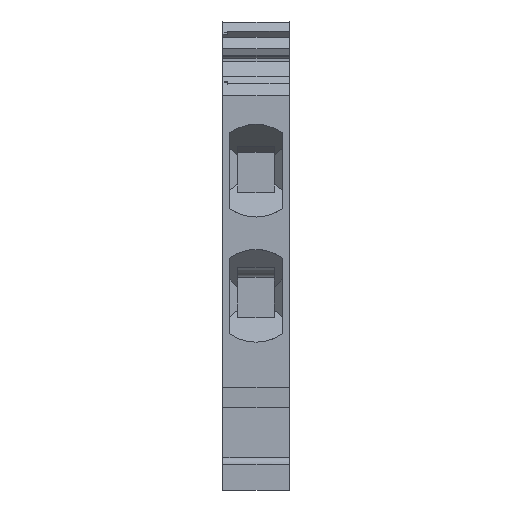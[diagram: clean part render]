
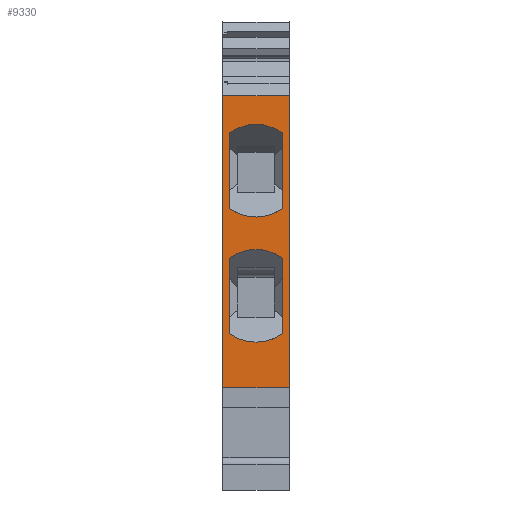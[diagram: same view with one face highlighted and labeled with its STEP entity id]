
A CAD part, front view. The second image highlights one B-rep face of the part: STEP entity #9330.
In plain terms, the highlighted planar face has unit normal (0, -1, 0).
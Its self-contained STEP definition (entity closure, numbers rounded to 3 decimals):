
#5863=AXIS2_PLACEMENT_3D('Circle Axis2P3D',#5861,#5862,$) ;
#7043=AXIS2_PLACEMENT_3D('Circle Axis2P3D',#7041,#7042,$) ;
#7074=AXIS2_PLACEMENT_3D('Circle Axis2P3D',#7072,#7073,$) ;
#7126=AXIS2_PLACEMENT_3D('Circle Axis2P3D',#7124,#7125,$) ;
#9305=AXIS2_PLACEMENT_3D('Plane Axis2P3D',#9302,#9303,#9304) ;
#2691=CARTESIAN_POINT('Vertex',(8.15,0.,48.55)) ;
#2694=CARTESIAN_POINT('Line Origine',(8.15,0.,30.575)) ;
#2698=CARTESIAN_POINT('Vertex',(8.15,0.,12.6)) ;
#3333=CARTESIAN_POINT('Vertex',(0.,0.,48.55)) ;
#3338=CARTESIAN_POINT('Line Origine',(4.075,0.,48.55)) ;
#5809=CARTESIAN_POINT('Vertex',(7.35,0.,19.257)) ;
#5814=CARTESIAN_POINT('Line Origine',(7.35,0.,23.9)) ;
#5818=CARTESIAN_POINT('Vertex',(7.35,0.,28.543)) ;
#5861=CARTESIAN_POINT('Axis2P3D Location',(4.075,0.,24.)) ;
#5865=CARTESIAN_POINT('Vertex',(0.8,0.,28.543)) ;
#5922=CARTESIAN_POINT('Vertex',(0.8,0.,43.943)) ;
#5925=CARTESIAN_POINT('Line Origine',(0.8,0.,39.3)) ;
#5929=CARTESIAN_POINT('Vertex',(0.8,0.,34.657)) ;
#7041=CARTESIAN_POINT('Axis2P3D Location',(4.075,0.,39.2)) ;
#7045=CARTESIAN_POINT('Vertex',(7.35,0.,34.657)) ;
#7069=CARTESIAN_POINT('Vertex',(7.35,0.,43.943)) ;
#7072=CARTESIAN_POINT('Axis2P3D Location',(4.075,0.,39.4)) ;
#7084=CARTESIAN_POINT('Line Origine',(7.35,0.,39.3)) ;
#7098=CARTESIAN_POINT('Line Origine',(0.8,0.,23.9)) ;
#7102=CARTESIAN_POINT('Vertex',(0.8,0.,19.257)) ;
#7124=CARTESIAN_POINT('Axis2P3D Location',(4.075,0.,23.8)) ;
#9283=CARTESIAN_POINT('Line Origine',(4.075,0.,12.6)) ;
#9287=CARTESIAN_POINT('Vertex',(0.,0.,12.6)) ;
#9302=CARTESIAN_POINT('Axis2P3D Location',(8.15,0.,14.6)) ;
#9307=CARTESIAN_POINT('Line Origine',(0.,0.,30.575)) ;
#2695=DIRECTION('Vector Direction',(0.,0.,-1.)) ;
#3339=DIRECTION('Vector Direction',(1.,0.,0.)) ;
#5815=DIRECTION('Vector Direction',(0.,0.,1.)) ;
#5862=DIRECTION('Axis2P3D Direction',(0.,-1.,0.)) ;
#5926=DIRECTION('Vector Direction',(0.,0.,-1.)) ;
#7042=DIRECTION('Axis2P3D Direction',(0.,1.,0.)) ;
#7073=DIRECTION('Axis2P3D Direction',(0.,-1.,0.)) ;
#7085=DIRECTION('Vector Direction',(0.,0.,-1.)) ;
#7099=DIRECTION('Vector Direction',(0.,0.,1.)) ;
#7125=DIRECTION('Axis2P3D Direction',(0.,1.,0.)) ;
#9284=DIRECTION('Vector Direction',(1.,0.,0.)) ;
#9303=DIRECTION('Axis2P3D Direction',(0.,1.,0.)) ;
#9304=DIRECTION('Axis2P3D XDirection',(0.,0.,-1.)) ;
#9308=DIRECTION('Vector Direction',(0.,0.,-1.)) ;
#2696=VECTOR('Line Direction',#2695,1.) ;
#3340=VECTOR('Line Direction',#3339,1.) ;
#5816=VECTOR('Line Direction',#5815,1.) ;
#5927=VECTOR('Line Direction',#5926,1.) ;
#7086=VECTOR('Line Direction',#7085,1.) ;
#7100=VECTOR('Line Direction',#7099,1.) ;
#9285=VECTOR('Line Direction',#9284,1.) ;
#9309=VECTOR('Line Direction',#9308,1.) ;
#9313=ORIENTED_EDGE('',*,*,#9311,.T.) ;
#9314=ORIENTED_EDGE('',*,*,#9289,.T.) ;
#9315=ORIENTED_EDGE('',*,*,#2700,.F.) ;
#9316=ORIENTED_EDGE('',*,*,#3342,.F.) ;
#9319=ORIENTED_EDGE('',*,*,#7104,.T.) ;
#9320=ORIENTED_EDGE('',*,*,#5867,.F.) ;
#9321=ORIENTED_EDGE('',*,*,#5820,.F.) ;
#9322=ORIENTED_EDGE('',*,*,#7128,.T.) ;
#9325=ORIENTED_EDGE('',*,*,#7047,.T.) ;
#9326=ORIENTED_EDGE('',*,*,#5931,.F.) ;
#9327=ORIENTED_EDGE('',*,*,#7076,.T.) ;
#9328=ORIENTED_EDGE('',*,*,#7088,.T.) ;
#9323=FACE_BOUND('',#9318,.T.) ;
#9329=FACE_BOUND('',#9324,.T.) ;
#9330=ADVANCED_FACE('MANIFOLD_SOLID_BREP #101160',(#9317,#9323,#9329),#9306,.F.) ;
#5864=CIRCLE('generated circle',#5863,5.6) ;
#7044=CIRCLE('generated circle',#7043,5.6) ;
#7075=CIRCLE('generated circle',#7074,5.6) ;
#7127=CIRCLE('generated circle',#7126,5.6) ;
#2700=EDGE_CURVE('',#2692,#2699,#2697,.T.) ;
#3342=EDGE_CURVE('',#3334,#2692,#3341,.T.) ;
#5820=EDGE_CURVE('',#5810,#5819,#5817,.T.) ;
#5867=EDGE_CURVE('',#5819,#5866,#5864,.T.) ;
#5931=EDGE_CURVE('',#5923,#5930,#5928,.T.) ;
#7047=EDGE_CURVE('',#7046,#5930,#7044,.T.) ;
#7076=EDGE_CURVE('',#5923,#7070,#7075,.F.) ;
#7088=EDGE_CURVE('',#7070,#7046,#7087,.T.) ;
#7104=EDGE_CURVE('',#7103,#5866,#7101,.T.) ;
#7128=EDGE_CURVE('',#5810,#7103,#7127,.T.) ;
#9289=EDGE_CURVE('',#9288,#2699,#9286,.T.) ;
#9311=EDGE_CURVE('',#3334,#9288,#9310,.T.) ;
#9312=EDGE_LOOP('',(#9313,#9314,#9315,#9316)) ;
#9318=EDGE_LOOP('',(#9319,#9320,#9321,#9322)) ;
#9324=EDGE_LOOP('',(#9325,#9326,#9327,#9328)) ;
#9317=FACE_OUTER_BOUND('',#9312,.T.) ;
#2697=LINE('Line',#2694,#2696) ;
#3341=LINE('Line',#3338,#3340) ;
#5817=LINE('Line',#5814,#5816) ;
#5928=LINE('Line',#5925,#5927) ;
#7087=LINE('Line',#7084,#7086) ;
#7101=LINE('Line',#7098,#7100) ;
#9286=LINE('Line',#9283,#9285) ;
#9310=LINE('Line',#9307,#9309) ;
#9306=PLANE('',#9305) ;
#2692=VERTEX_POINT('',#2691) ;
#2699=VERTEX_POINT('',#2698) ;
#3334=VERTEX_POINT('',#3333) ;
#5810=VERTEX_POINT('',#5809) ;
#5819=VERTEX_POINT('',#5818) ;
#5866=VERTEX_POINT('',#5865) ;
#5923=VERTEX_POINT('',#5922) ;
#5930=VERTEX_POINT('',#5929) ;
#7046=VERTEX_POINT('',#7045) ;
#7070=VERTEX_POINT('',#7069) ;
#7103=VERTEX_POINT('',#7102) ;
#9288=VERTEX_POINT('',#9287) ;
